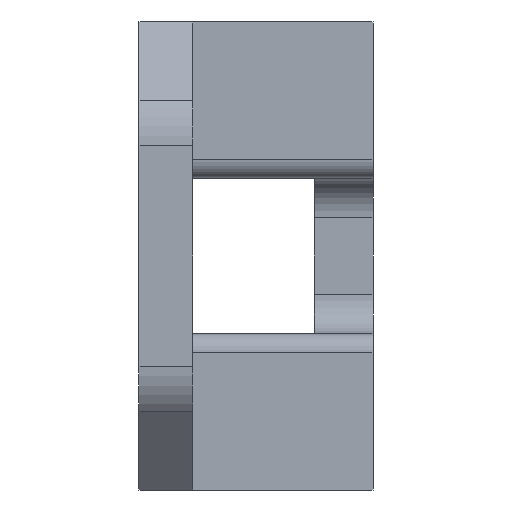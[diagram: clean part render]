
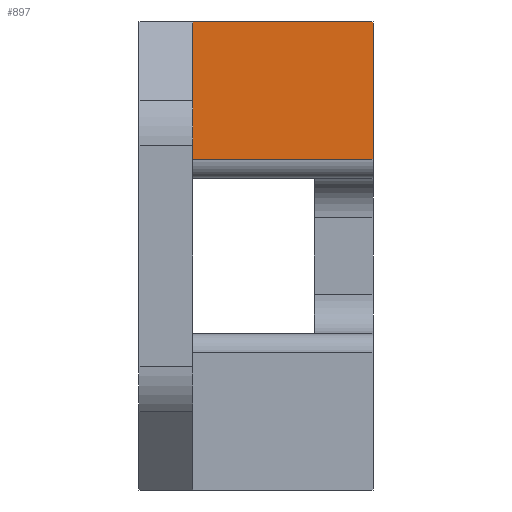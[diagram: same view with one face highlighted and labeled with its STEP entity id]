
A CAD part, left-side view. The second image highlights one B-rep face of the part: STEP entity #897.
In plain terms, the highlighted planar face has unit normal (-1, 0, 0).
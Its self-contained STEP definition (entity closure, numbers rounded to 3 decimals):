
#186 = EDGE_CURVE ( 'NONE', #730, #2000, #954, .T. ) ;
#277 = ORIENTED_EDGE ( 'NONE', *, *, #186, .T. ) ;
#306 = DIRECTION ( 'NONE',  ( 0., -1., 0. ) ) ;
#309 = EDGE_CURVE ( 'NONE', #730, #1682, #1144, .T. ) ;
#320 = EDGE_LOOP ( 'NONE', ( #277, #1313, #1668, #773 ) ) ;
#358 = CARTESIAN_POINT ( 'NONE',  ( -15.5, -28.254, 0. ) ) ;
#391 = AXIS2_PLACEMENT_3D ( 'NONE', #358, #1934, #2100 ) ;
#482 = CARTESIAN_POINT ( 'NONE',  ( -15.5, -9.25, 4.969 ) ) ;
#506 = VECTOR ( 'NONE', #1005, 1000. ) ;
#507 = VECTOR ( 'NONE', #1704, 1000. ) ;
#658 = CARTESIAN_POINT ( 'NONE',  ( -15.5, 0., 0. ) ) ;
#730 = VERTEX_POINT ( 'NONE', #1876 ) ;
#773 = ORIENTED_EDGE ( 'NONE', *, *, #309, .F. ) ;
#774 = EDGE_CURVE ( 'NONE', #956, #1682, #1557, .T. ) ;
#872 = CARTESIAN_POINT ( 'NONE',  ( -15.5, -9.25, 4.969 ) ) ;
#897 = ADVANCED_FACE ( 'NONE', ( #2192 ), #1387, .F. ) ;
#954 = LINE ( 'NONE', #658, #2041 ) ;
#956 = VERTEX_POINT ( 'NONE', #872 ) ;
#1005 = DIRECTION ( 'NONE',  ( 0., 0., 1. ) ) ;
#1047 = LINE ( 'NONE', #482, #1458 ) ;
#1144 = LINE ( 'NONE', #1187, #507 ) ;
#1187 = CARTESIAN_POINT ( 'NONE',  ( -15.5, 6.877, 12. ) ) ;
#1313 = ORIENTED_EDGE ( 'NONE', *, *, #1747, .T. ) ;
#1387 = PLANE ( 'NONE',  #391 ) ;
#1458 = VECTOR ( 'NONE', #306, 1000. ) ;
#1500 = DIRECTION ( 'NONE',  ( 0., 0., -1. ) ) ;
#1557 = LINE ( 'NONE', #2066, #506 ) ;
#1668 = ORIENTED_EDGE ( 'NONE', *, *, #774, .T. ) ;
#1682 = VERTEX_POINT ( 'NONE', #2206 ) ;
#1704 = DIRECTION ( 'NONE',  ( 0., -1., 0. ) ) ;
#1747 = EDGE_CURVE ( 'NONE', #2000, #956, #1047, .T. ) ;
#1876 = CARTESIAN_POINT ( 'NONE',  ( -15.5, 0., 12. ) ) ;
#1934 = DIRECTION ( 'NONE',  ( 1., 0., 0. ) ) ;
#1948 = CARTESIAN_POINT ( 'NONE',  ( -15.5, 0., 4.969 ) ) ;
#2000 = VERTEX_POINT ( 'NONE', #1948 ) ;
#2041 = VECTOR ( 'NONE', #1500, 1000. ) ;
#2066 = CARTESIAN_POINT ( 'NONE',  ( -15.5, -9.25, 12. ) ) ;
#2100 = DIRECTION ( 'NONE',  ( 0., 0., -1. ) ) ;
#2192 = FACE_OUTER_BOUND ( 'NONE', #320, .T. ) ;
#2206 = CARTESIAN_POINT ( 'NONE',  ( -15.5, -9.25, 12. ) ) ;
